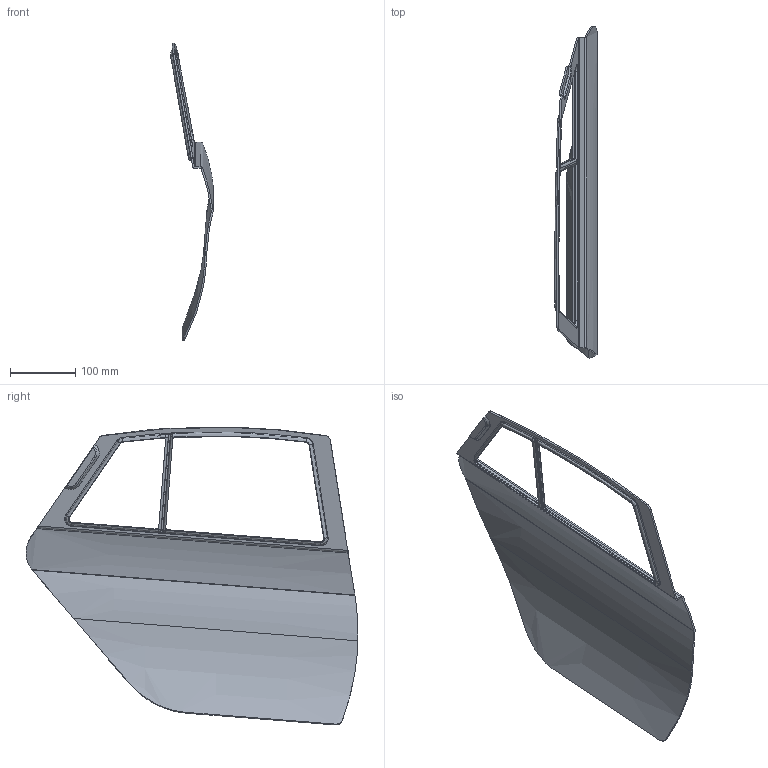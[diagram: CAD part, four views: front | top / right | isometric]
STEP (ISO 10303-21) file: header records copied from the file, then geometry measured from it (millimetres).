
FILE_DESCRIPTION(('CATIA V5 STEP Exchange'),'2;1');
FILE_NAME('door surface.stp','2018-07-20T19:55:28+00:00',('none'),('none'),'CATIA Version 5-6 Release 2017','CATIA V5 STEP AP203','none');
FILE_SCHEMA(('CONFIG_CONTROL_DESIGN'));
Length unit declared in the file: millimetre
Products named in the file (1): Part1
Bounding box: 65.04 x 508.9 x 456.89 mm (x, y, z)
Volume: 395194.8 mm3; surface area: 300543.5 mm2
Topology: 1 solids, 1 shells, 171 faces, 421 edges, 250 vertices
Faces by surface type: bspline 91, cylinder 36, plane 25, extrusion 19
Entity records: 11198 total; most frequent: CARTESIAN_POINT 8041, ORIENTED_EDGE 842, EDGE_CURVE 421, B_SPLINE_CURVE_WITH_KNOTS 310, DIRECTION 265, VERTEX_POINT 250, EDGE_LOOP 173, ADVANCED_FACE 171
